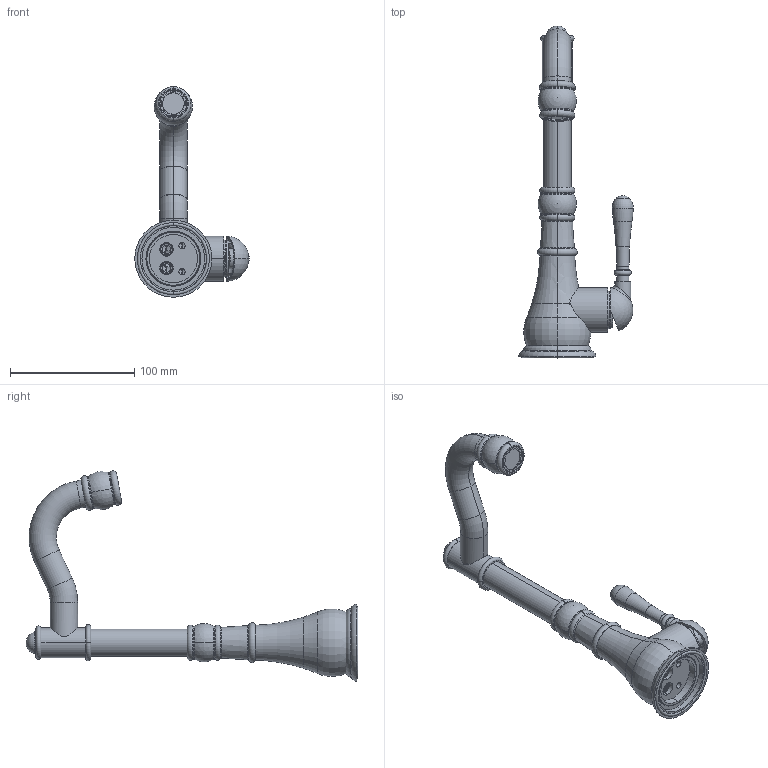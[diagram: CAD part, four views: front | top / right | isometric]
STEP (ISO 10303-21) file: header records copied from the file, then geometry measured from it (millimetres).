
FILE_DESCRIPTION (( 'STEP AP203' ), '1' );
FILE_NAME ('MV1010LCHE.STEP', '2020-02-26T00:37:14', ( 'Windows 蚚誧' ), ( '' ), 'SwSTEP 2.0', 'SolidWorks 2019', '' );
FILE_SCHEMA (( 'CONFIG_CONTROL_DESIGN' ));
Length unit declared in the file: millimetre
Products named in the file (33):   M70SB12C   MV三通手柄座; MV三通手柄; 28X25X1.2騵艦菜え; 三通主体组25; MV1010LCHE; MV堤阨諳; MV三通25阀体; 22古典厨房直管（焊接）; 醱髓荎宒郪; M5x5 囀鞠褒す傷蹟佪; 22古典厨房直管焊接管; MV22古典出水管装饰圈; 22嘉萎奪爾諉芛; MV22堤阨奪蟀諉璃ㄗ郪ㄘ;    M70SB21C    MV珨趼忒梟裝; 58x2.5 O型圈 - UA70MV三通底帽; 22嘉萎醱髓爾諉奪; 臟賙M21.5X1堤阨厙; MV堤阨諳ㄗ郪ㄘ; 啞伎呿蹋縐銅  D20.7D16H2 (G05020P00); MV三通25阀套; MV三通面盆底帽; M16X1 22奪爾諉簽; MV1040ACHE; 20x2.5 O型圈-D16.2; M16x1 22奪爾諉芛; MV22堤阨奪蟀諉璃; 170三通面盆装饰盖 - 副本; 22嘉萎醱髓奪ㄗ爾諉ㄘ; MV堤阨奪蚾庉芛; 17x2 O型圈-D14; 15x1.5 O型圈; 白色塑料卡簧 D20.7D16H7.5 (G05015P00) - 副本
Assembly tree (36 placements, depth 5):
  MV1010LCHE
    三通主体组25
      MV三通25阀体
      MV三通25阀套
      170三通面盆装饰盖 - 副本
      MV三通面盆底帽
      M5x5 囀鞠褒す傷蹟佪
      58x2.5 O型圈 - UA70MV三通底帽
      MV三通手柄
          M70SB12C   MV三通手柄座
           M70SB21C    MV珨趼忒梟裝
    MV1040ACHE
      醱髓荎宒郪
        22古典厨房直管（焊接）
          22古典厨房直管焊接管
          M16x1 22奪爾諉芛  x2
        MV堤阨奪蚾庉芛
        17x2 O型圈-D14  x3
        22嘉萎醱髓奪ㄗ爾諉ㄘ
          22嘉萎奪爾諉芛
          22嘉萎醱髓爾諉奪
          M16X1 22奪爾諉簽
        MV22古典出水管装饰圈
        MV22堤阨奪蟀諉璃ㄗ郪ㄘ
          MV22堤阨奪蟀諉璃
          白色塑料卡簧 D20.7D16H7.5 (G05015P00) - 副本
          20x2.5 O型圈-D16.2  x2
          28X25X1.2騵艦菜え
          啞伎呿蹋縐銅  D20.7D16H2 (G05020P00)
      MV堤阨諳ㄗ郪ㄘ
        MV堤阨諳
        臟賙M21.5X1堤阨厙
        15x1.5 O型圈
Bounding box: 92 x 266.81 x 169.23 mm (x, y, z)
Volume: 168616.4 mm3; surface area: 119501 mm2
Topology: 29 solids, 30 shells, 1122 faces, 2887 edges, 1844 vertices
Faces by surface type: cylinder 563, plane 212, torus 133, cone 114, bspline 88, sphere 12
Entity records: 89898 total; most frequent: CARTESIAN_POINT 62303, ORIENTED_EDGE 5454, DIRECTION 4722, EDGE_CURVE 2727, AXIS2_PLACEMENT_3D 1923, VERTEX_POINT 1763, EDGE_LOOP 1176, FACE_OUTER_BOUND 1072
